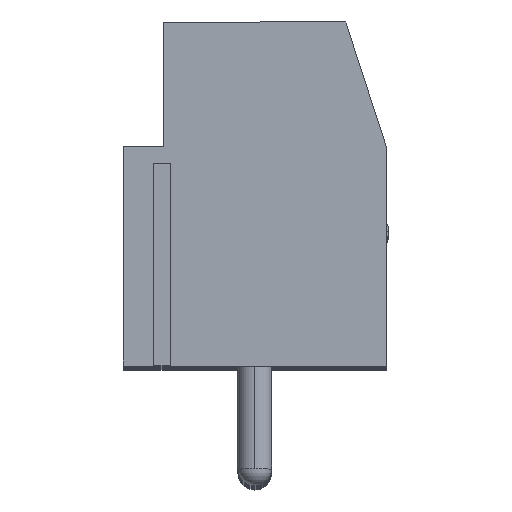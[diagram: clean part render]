
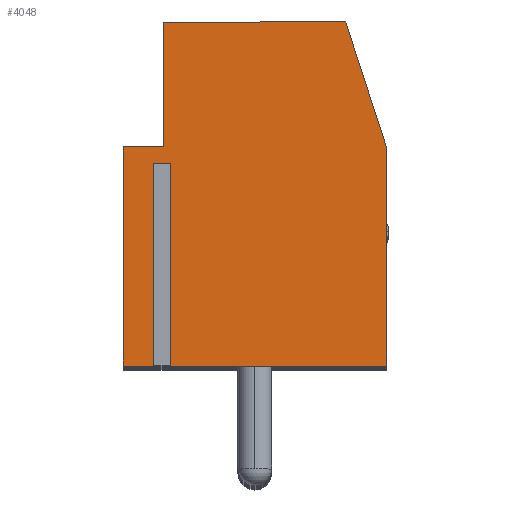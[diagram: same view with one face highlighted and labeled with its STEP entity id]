
A CAD part, top view. The second image highlights one B-rep face of the part: STEP entity #4048.
In plain terms, the highlighted planar face has unit normal (0, 0, 1).
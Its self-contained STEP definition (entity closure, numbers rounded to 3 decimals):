
#68 = VERTEX_POINT ( 'NONE', #3458 ) ;
#181 = DIRECTION ( 'NONE',  ( 0., 0., 1. ) ) ;
#192 = CARTESIAN_POINT ( 'NONE',  ( -2.7, 5.1, 0. ) ) ;
#207 = DIRECTION ( 'NONE',  ( -1., 0., 0. ) ) ;
#262 = CARTESIAN_POINT ( 'NONE',  ( -2.7, 1.4, 0. ) ) ;
#285 = ORIENTED_EDGE ( 'NONE', *, *, #3498, .F. ) ;
#329 = VECTOR ( 'NONE', #4119, 1000. ) ;
#404 = CARTESIAN_POINT ( 'NONE',  ( 3.9, 1.4, 0. ) ) ;
#416 = ORIENTED_EDGE ( 'NONE', *, *, #4014, .F. ) ;
#647 = LINE ( 'NONE', #4429, #2990 ) ;
#739 = AXIS2_PLACEMENT_3D ( 'NONE', #1565, #181, #3462 ) ;
#759 = CARTESIAN_POINT ( 'NONE',  ( -3.9, 0., 0. ) ) ;
#786 = EDGE_CURVE ( 'NONE', #1029, #4503, #3616, .T. ) ;
#877 = EDGE_LOOP ( 'NONE', ( #5674, #2296, #285, #416, #1140, #4064, #4743, #5019, #5888, #2778, #5498 ) ) ;
#945 = CARTESIAN_POINT ( 'NONE',  ( 3.9, 0., 0. ) ) ;
#1029 = VERTEX_POINT ( 'NONE', #192 ) ;
#1036 = VERTEX_POINT ( 'NONE', #2618 ) ;
#1086 = LINE ( 'NONE', #945, #3591 ) ;
#1140 = ORIENTED_EDGE ( 'NONE', *, *, #5765, .T. ) ;
#1495 = DIRECTION ( 'NONE',  ( 1., 0., 0. ) ) ;
#1516 = EDGE_CURVE ( 'NONE', #1029, #4587, #4623, .T. ) ;
#1550 = VECTOR ( 'NONE', #4567, 1000. ) ;
#1551 = DIRECTION ( 'NONE',  ( 1., 0., 0. ) ) ;
#1565 = CARTESIAN_POINT ( 'NONE',  ( 0., 0., 0. ) ) ;
#1586 = CARTESIAN_POINT ( 'NONE',  ( -3.9, 1.4, 0. ) ) ;
#1644 = EDGE_CURVE ( 'NONE', #3539, #68, #1086, .T. ) ;
#1896 = LINE ( 'NONE', #2160, #5481 ) ;
#1992 = EDGE_CURVE ( 'NONE', #3539, #4503, #3510, .T. ) ;
#2160 = CARTESIAN_POINT ( 'NONE',  ( 0., 1.4, 0. ) ) ;
#2296 = ORIENTED_EDGE ( 'NONE', *, *, #3307, .T. ) ;
#2380 = EDGE_CURVE ( 'NONE', #4587, #5380, #1896, .T. ) ;
#2395 = LINE ( 'NONE', #759, #4909 ) ;
#2481 = CARTESIAN_POINT ( 'NONE',  ( -2.61, -9.1, 0. ) ) ;
#2618 = CARTESIAN_POINT ( 'NONE',  ( -2.61, 0.9, 0. ) ) ;
#2653 = LINE ( 'NONE', #2723, #1550 ) ;
#2693 = DIRECTION ( 'NONE',  ( -0.309, 0.951, 0. ) ) ;
#2723 = CARTESIAN_POINT ( 'NONE',  ( 0., -5.1, 0. ) ) ;
#2778 = ORIENTED_EDGE ( 'NONE', *, *, #2380, .T. ) ;
#2944 = DIRECTION ( 'NONE',  ( 0., -1., 0. ) ) ;
#2971 = DIRECTION ( 'NONE',  ( 0., 1., 0. ) ) ;
#2986 = PLANE ( 'NONE',  #739 ) ;
#2990 = VECTOR ( 'NONE', #3973, 1000. ) ;
#3140 = DIRECTION ( 'NONE',  ( 0., -1., 0. ) ) ;
#3162 = CARTESIAN_POINT ( 'NONE',  ( -3., 0.9, 0. ) ) ;
#3307 = EDGE_CURVE ( 'NONE', #4783, #4797, #647, .T. ) ;
#3313 = VERTEX_POINT ( 'NONE', #5370 ) ;
#3370 = VECTOR ( 'NONE', #2693, 1000. ) ;
#3458 = CARTESIAN_POINT ( 'NONE',  ( 3.9, -5.1, 0. ) ) ;
#3462 = DIRECTION ( 'NONE',  ( 1., 0., 0. ) ) ;
#3498 = EDGE_CURVE ( 'NONE', #1036, #4797, #4062, .T. ) ;
#3510 = LINE ( 'NONE', #4860, #3370 ) ;
#3529 = EDGE_CURVE ( 'NONE', #3551, #4783, #2653, .T. ) ;
#3539 = VERTEX_POINT ( 'NONE', #404 ) ;
#3551 = VERTEX_POINT ( 'NONE', #4158 ) ;
#3591 = VECTOR ( 'NONE', #2944, 1000. ) ;
#3616 = LINE ( 'NONE', #4235, #4729 ) ;
#3849 = CARTESIAN_POINT ( 'NONE',  ( 0., -5.1, 0. ) ) ;
#3900 = VECTOR ( 'NONE', #2971, 1000. ) ;
#3950 = CARTESIAN_POINT ( 'NONE',  ( 2.7, 5.1, 0. ) ) ;
#3973 = DIRECTION ( 'NONE',  ( 0., 1., 0. ) ) ;
#4014 = EDGE_CURVE ( 'NONE', #3313, #1036, #5139, .T. ) ;
#4036 = DIRECTION ( 'NONE',  ( 0., -1., 0. ) ) ;
#4048 = ADVANCED_FACE ( 'NONE', ( #5001 ), #2986, .T. ) ;
#4062 = LINE ( 'NONE', #3162, #329 ) ;
#4064 = ORIENTED_EDGE ( 'NONE', *, *, #1644, .F. ) ;
#4119 = DIRECTION ( 'NONE',  ( -1., 0., 0. ) ) ;
#4158 = CARTESIAN_POINT ( 'NONE',  ( -3.9, -5.1, 0. ) ) ;
#4235 = CARTESIAN_POINT ( 'NONE',  ( 0., 5.1, 0. ) ) ;
#4429 = CARTESIAN_POINT ( 'NONE',  ( -2.89, -9.1, 0. ) ) ;
#4503 = VERTEX_POINT ( 'NONE', #3950 ) ;
#4567 = DIRECTION ( 'NONE',  ( 1., 0., 0. ) ) ;
#4587 = VERTEX_POINT ( 'NONE', #262 ) ;
#4623 = LINE ( 'NONE', #5892, #5969 ) ;
#4729 = VECTOR ( 'NONE', #1551, 1000. ) ;
#4743 = ORIENTED_EDGE ( 'NONE', *, *, #1992, .T. ) ;
#4783 = VERTEX_POINT ( 'NONE', #5583 ) ;
#4797 = VERTEX_POINT ( 'NONE', #5146 ) ;
#4847 = LINE ( 'NONE', #3849, #5615 ) ;
#4860 = CARTESIAN_POINT ( 'NONE',  ( 3.94, 1.278, 0. ) ) ;
#4909 = VECTOR ( 'NONE', #4036, 1000. ) ;
#5001 = FACE_OUTER_BOUND ( 'NONE', #877, .T. ) ;
#5019 = ORIENTED_EDGE ( 'NONE', *, *, #786, .F. ) ;
#5139 = LINE ( 'NONE', #2481, #3900 ) ;
#5146 = CARTESIAN_POINT ( 'NONE',  ( -2.89, 0.9, 0. ) ) ;
#5370 = CARTESIAN_POINT ( 'NONE',  ( -2.61, -5.1, 0. ) ) ;
#5380 = VERTEX_POINT ( 'NONE', #1586 ) ;
#5481 = VECTOR ( 'NONE', #207, 1000. ) ;
#5498 = ORIENTED_EDGE ( 'NONE', *, *, #5974, .T. ) ;
#5583 = CARTESIAN_POINT ( 'NONE',  ( -2.89, -5.1, 0. ) ) ;
#5615 = VECTOR ( 'NONE', #1495, 1000. ) ;
#5674 = ORIENTED_EDGE ( 'NONE', *, *, #3529, .T. ) ;
#5765 = EDGE_CURVE ( 'NONE', #3313, #68, #4847, .T. ) ;
#5888 = ORIENTED_EDGE ( 'NONE', *, *, #1516, .T. ) ;
#5892 = CARTESIAN_POINT ( 'NONE',  ( -2.7, 0., 0. ) ) ;
#5969 = VECTOR ( 'NONE', #3140, 1000. ) ;
#5974 = EDGE_CURVE ( 'NONE', #5380, #3551, #2395, .T. ) ;
